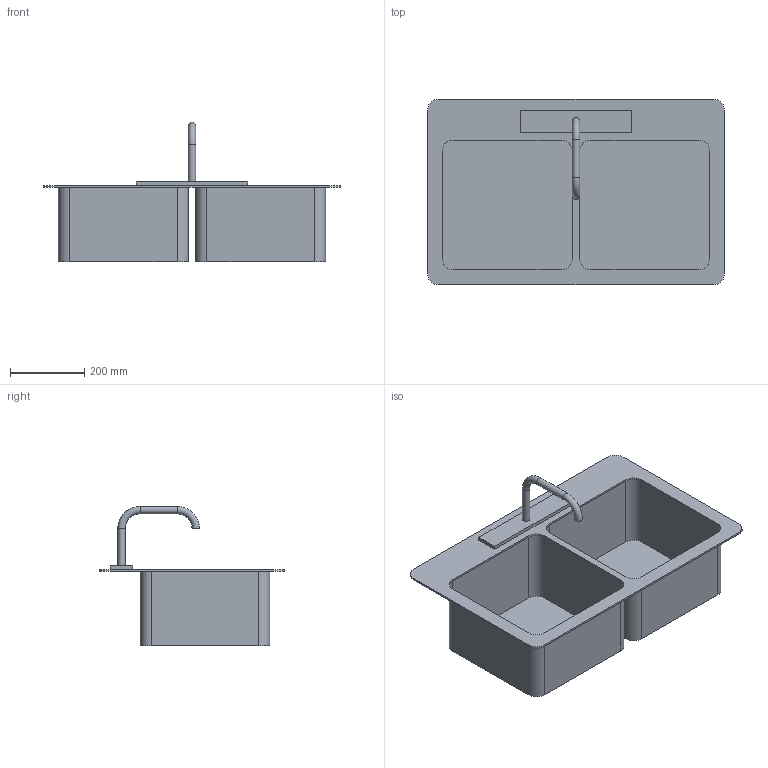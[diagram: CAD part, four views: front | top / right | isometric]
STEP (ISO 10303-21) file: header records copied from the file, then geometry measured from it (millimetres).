
FILE_DESCRIPTION(('FreeCAD Model'),'2;1');
FILE_NAME('kitchen sink.step', '2016-12-20T00:59:13',('Author'),(''), 'Open CASCADE STEP processor 6.8','FreeCAD','Unknown');
FILE_SCHEMA(('AUTOMOTIVE_DESIGN_CC2 { 1 2 10303 214 -1 1 5 4 }'));
Length unit declared in the file: millimetre
Products named in the file (5): ASSEMBLY; Fusion006; Extrusion067; Panel049; Kitchen_Sink
Assembly tree (4 placements, depth 2):
  ASSEMBLY
    Fusion006
    Extrusion067
    Panel049
    Kitchen_Sink
Bounding box: 800 x 500 x 375 mm (x, y, z)
Volume: 958862.8 mm3; surface area: 1342662.5 mm2
Topology: 2 solids, 4 shells, 57 faces, 149 edges, 101 vertices
Faces by surface type: plane 33, cylinder 22, torus 2
Full cylindrical faces by diameter (mm): 20 x2
Entity records: 4073 total; most frequent: CARTESIAN_POINT 882, DIRECTION 564, LINE 338, VECTOR 338, ORIENTED_EDGE 290, PCURVE 290, DEFINITIONAL_REPRESENTATION 290, EDGE_CURVE 149
